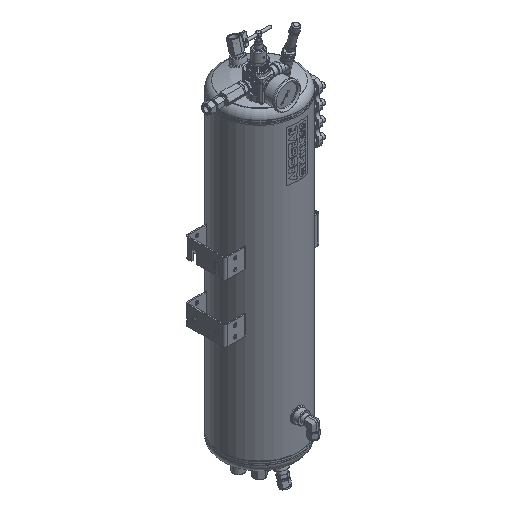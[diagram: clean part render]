
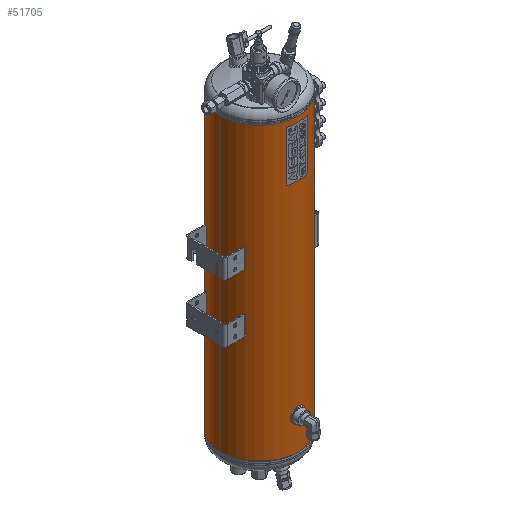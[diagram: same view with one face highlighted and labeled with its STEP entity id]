
A CAD part, isometric view. The second image highlights one B-rep face of the part: STEP entity #51705.
In plain terms, the highlighted cylindrical face has radius 100 mm (diameter 200 mm), a partial arc.
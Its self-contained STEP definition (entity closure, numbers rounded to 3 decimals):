
#3162=B_SPLINE_CURVE_WITH_KNOTS('',3,(#79959,#79960,#79961,#79962,#79963,
#79964,#79965,#79966,#79967,#79968,#79969),.UNSPECIFIED.,.T.,.F.,(1,1,1,
1,1,1,1,1,1,1,1,1,1,1,1),(-0.012,-0.008,-0.004,
0.,0.004,0.008,0.012,0.016,
0.02,0.023,0.027,0.031,
0.035,0.039,0.043),.UNSPECIFIED.);
#3163=B_SPLINE_CURVE_WITH_KNOTS('',3,(#79971,#79972,#79973,#79974,#79975,
#79976,#79977,#79978,#79979,#79980,#79981),.UNSPECIFIED.,.T.,.F.,(1,1,1,
1,1,1,1,1,1,1,1,1,1,1,1),(-0.012,-0.008,-0.004,
0.,0.004,0.008,0.012,0.016,
0.02,0.023,0.027,0.031,
0.035,0.039,0.043),.UNSPECIFIED.);
#3164=B_SPLINE_CURVE_WITH_KNOTS('',3,(#79983,#79984,#79985,#79986,#79987,
#79988,#79989,#79990,#79991,#79992,#79993,#79994,#79995,#79996,#79997,#79998,
#79999,#80000,#80001),.UNSPECIFIED.,.T.,.F.,(1,1,1,1,1,1,1,1,1,1,1,1,1,
1,1,1,1,1,1,1,1,1,1),(-0.018,-0.012,-0.006,
0.,0.006,0.012,0.018,
0.023,0.029,0.035,0.041,
0.047,0.053,0.059,0.065,
0.07,0.076,0.082,0.088,
0.094,0.1,0.106,0.112),
 .UNSPECIFIED.);
#5440=LINE('',#80003,#8774);
#5441=LINE('',#80008,#8775);
#8774=VECTOR('',#66094,1000.);
#8775=VECTOR('',#66097,1000.);
#12113=ORIENTED_EDGE('',*,*,#27699,.T.);
#12114=ORIENTED_EDGE('',*,*,#27700,.T.);
#12115=ORIENTED_EDGE('',*,*,#27701,.T.);
#12116=ORIENTED_EDGE('',*,*,#27702,.T.);
#12117=ORIENTED_EDGE('',*,*,#27703,.T.);
#12118=ORIENTED_EDGE('',*,*,#27704,.F.);
#12119=ORIENTED_EDGE('',*,*,#27705,.F.);
#27699=EDGE_CURVE('',#35492,#35492,#3162,.T.);
#27700=EDGE_CURVE('',#35493,#35493,#3163,.T.);
#27701=EDGE_CURVE('',#35494,#35494,#3164,.T.);
#27702=EDGE_CURVE('',#35495,#35496,#5440,.T.);
#27703=EDGE_CURVE('',#35496,#35497,#40934,.T.);
#27704=EDGE_CURVE('',#35498,#35497,#5441,.T.);
#27705=EDGE_CURVE('',#35495,#35498,#40935,.T.);
#35492=VERTEX_POINT('',#79970);
#35493=VERTEX_POINT('',#79982);
#35494=VERTEX_POINT('',#80002);
#35495=VERTEX_POINT('',#80004);
#35496=VERTEX_POINT('',#80005);
#35497=VERTEX_POINT('',#80007);
#35498=VERTEX_POINT('',#80009);
#40934=CIRCLE('',#60843,100.);
#40935=CIRCLE('',#60844,100.);
#42748=EDGE_LOOP('',(#12113));
#42749=EDGE_LOOP('',(#12114));
#42750=EDGE_LOOP('',(#12115));
#42751=EDGE_LOOP('',(#12116,#12117,#12118,#12119));
#46823=FACE_BOUND('',#42748,.T.);
#46824=FACE_BOUND('',#42749,.T.);
#46825=FACE_BOUND('',#42750,.T.);
#46826=FACE_BOUND('',#42751,.T.);
#50896=CYLINDRICAL_SURFACE('',#60842,100.);
#51705=ADVANCED_FACE('',(#46823,#46824,#46825,#46826),#50896,.T.);
#60842=AXIS2_PLACEMENT_3D('',#79958,#66092,#66093);
#60843=AXIS2_PLACEMENT_3D('',#80006,#66095,#66096);
#60844=AXIS2_PLACEMENT_3D('',#80010,#66098,#66099);
#66092=DIRECTION('',(0.,-1.,0.));
#66093=DIRECTION('',(0.,0.,-1.));
#66094=DIRECTION('',(0.,-1.,0.));
#66095=DIRECTION('',(0.,1.,0.));
#66096=DIRECTION('',(1.,0.,0.));
#66097=DIRECTION('',(0.,-1.,0.));
#66098=DIRECTION('',(0.,1.,0.));
#66099=DIRECTION('',(1.,0.,0.));
#79958=CARTESIAN_POINT('',(0.,750.,0.));
#79959=CARTESIAN_POINT('',(-3.915,48.922,-99.938));
#79960=CARTESIAN_POINT('',(-5.542,44.999,-99.844));
#79961=CARTESIAN_POINT('',(-3.916,41.082,-99.938));
#79962=CARTESIAN_POINT('',(-0.004,39.46,-100.031));
#79963=CARTESIAN_POINT('',(3.917,41.079,-99.938));
#79964=CARTESIAN_POINT('',(5.54,44.999,-99.844));
#79965=CARTESIAN_POINT('',(3.922,48.913,-99.937));
#79966=CARTESIAN_POINT('',(0.006,50.541,-100.031));
#79967=CARTESIAN_POINT('',(-3.915,48.922,-99.938));
#79968=CARTESIAN_POINT('',(-5.542,44.999,-99.844));
#79969=CARTESIAN_POINT('',(-3.916,41.082,-99.938));
#79970=CARTESIAN_POINT('',(-5.,45.,-99.875));
#79971=CARTESIAN_POINT('',(-3.915,158.922,-99.938));
#79972=CARTESIAN_POINT('',(-5.542,154.999,-99.844));
#79973=CARTESIAN_POINT('',(-3.916,151.082,-99.938));
#79974=CARTESIAN_POINT('',(-0.004,149.46,-100.031));
#79975=CARTESIAN_POINT('',(3.917,151.079,-99.938));
#79976=CARTESIAN_POINT('',(5.54,154.999,-99.844));
#79977=CARTESIAN_POINT('',(3.922,158.913,-99.937));
#79978=CARTESIAN_POINT('',(0.006,160.541,-100.031));
#79979=CARTESIAN_POINT('',(-3.915,158.922,-99.938));
#79980=CARTESIAN_POINT('',(-5.542,154.999,-99.844));
#79981=CARTESIAN_POINT('',(-3.916,151.082,-99.938));
#79982=CARTESIAN_POINT('',(-5.,155.,-99.875));
#79983=CARTESIAN_POINT('',(-98.994,672.42,14.208));
#79984=CARTESIAN_POINT('',(-98.806,666.495,15.395));
#79985=CARTESIAN_POINT('',(-98.993,660.6,14.214));
#79986=CARTESIAN_POINT('',(-99.436,655.617,10.88));
#79987=CARTESIAN_POINT('',(-99.878,652.286,5.9));
#79988=CARTESIAN_POINT('',(-100.061,651.109,0.009));
#79989=CARTESIAN_POINT('',(-99.879,652.279,-5.887));
#79990=CARTESIAN_POINT('',(-99.437,655.615,-10.879));
#79991=CARTESIAN_POINT('',(-98.992,660.601,-14.215));
#79992=CARTESIAN_POINT('',(-98.807,666.494,-15.391));
#79993=CARTESIAN_POINT('',(-98.992,672.387,-14.219));
#79994=CARTESIAN_POINT('',(-99.435,677.371,-10.892));
#79995=CARTESIAN_POINT('',(-99.877,680.709,-5.914));
#79996=CARTESIAN_POINT('',(-100.061,681.893,-0.013));
#79997=CARTESIAN_POINT('',(-99.878,680.72,5.889));
#79998=CARTESIAN_POINT('',(-99.437,677.387,10.874));
#79999=CARTESIAN_POINT('',(-98.994,672.42,14.208));
#80000=CARTESIAN_POINT('',(-98.806,666.495,15.395));
#80001=CARTESIAN_POINT('',(-98.993,660.6,14.214));
#80002=CARTESIAN_POINT('',(-98.869,666.5,15.));
#80003=CARTESIAN_POINT('',(0.254,801.561,100.));
#80004=CARTESIAN_POINT('',(0.254,750.,100.));
#80005=CARTESIAN_POINT('',(0.254,0.,100.));
#80006=CARTESIAN_POINT('',(0.,0.,0.));
#80007=CARTESIAN_POINT('',(-0.254,0.,100.));
#80008=CARTESIAN_POINT('',(-0.254,801.561,100.));
#80009=CARTESIAN_POINT('',(-0.254,750.,100.));
#80010=CARTESIAN_POINT('',(0.,750.,0.));
